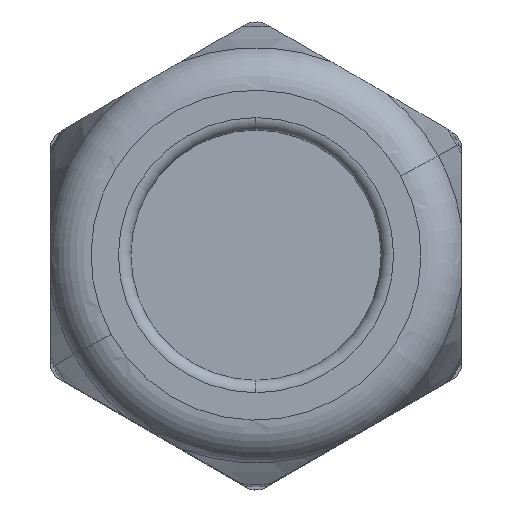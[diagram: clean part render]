
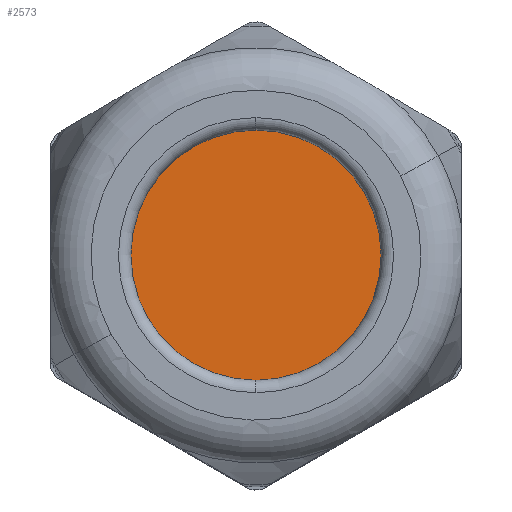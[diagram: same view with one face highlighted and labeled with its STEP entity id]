
A CAD part, top view. The second image highlights one B-rep face of the part: STEP entity #2573.
In plain terms, the highlighted planar face has unit normal (0, 0, 1).
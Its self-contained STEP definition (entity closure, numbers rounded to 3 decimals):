
#2535=AXIS2_PLACEMENT_3D('Circle Axis2P3D',#2533,#2534,$) ;
#2554=AXIS2_PLACEMENT_3D('Circle Axis2P3D',#2552,#2553,$) ;
#2567=AXIS2_PLACEMENT_3D('Plane Axis2P3D',#2564,#2565,#2566) ;
#2530=CARTESIAN_POINT('Vertex',(23.2,6.257,46.714)) ;
#2533=CARTESIAN_POINT('Axis2P3D Location',(16.403,18.7,46.714)) ;
#2537=CARTESIAN_POINT('Vertex',(9.605,31.143,46.714)) ;
#2552=CARTESIAN_POINT('Axis2P3D Location',(16.403,18.7,46.714)) ;
#2564=CARTESIAN_POINT('Axis2P3D Location',(16.403,18.7,46.714)) ;
#2534=DIRECTION('Axis2P3D Direction',(0.,0.,-1.)) ;
#2553=DIRECTION('Axis2P3D Direction',(0.,0.,-1.)) ;
#2565=DIRECTION('Axis2P3D Direction',(0.,0.,1.)) ;
#2566=DIRECTION('Axis2P3D XDirection',(1.,0.,0.)) ;
#2570=ORIENTED_EDGE('',*,*,#2556,.T.) ;
#2571=ORIENTED_EDGE('',*,*,#2539,.T.) ;
#2573=ADVANCED_FACE('Sealing',(#2572),#2568,.T.) ;
#2536=CIRCLE('generated circle',#2535,14.179) ;
#2555=CIRCLE('generated circle',#2554,14.179) ;
#2539=EDGE_CURVE('',#2538,#2531,#2536,.F.) ;
#2556=EDGE_CURVE('',#2531,#2538,#2555,.F.) ;
#2569=EDGE_LOOP('',(#2570,#2571)) ;
#2572=FACE_OUTER_BOUND('',#2569,.T.) ;
#2568=PLANE('',#2567) ;
#2531=VERTEX_POINT('',#2530) ;
#2538=VERTEX_POINT('',#2537) ;
